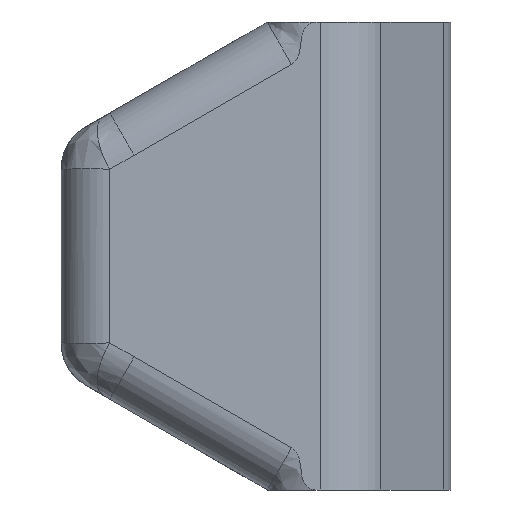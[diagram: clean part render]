
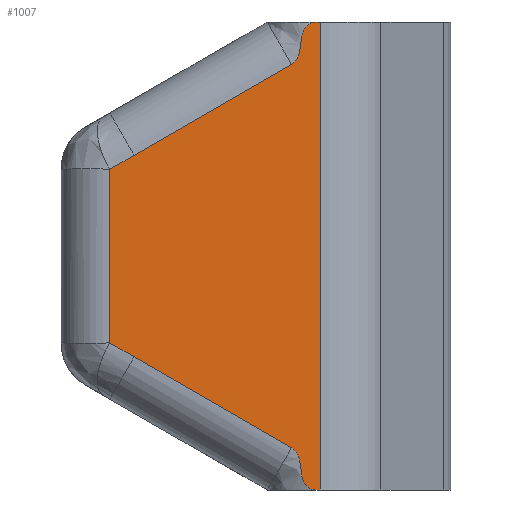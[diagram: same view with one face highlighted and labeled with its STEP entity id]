
A CAD part, front view. The second image highlights one B-rep face of the part: STEP entity #1007.
In plain terms, the highlighted planar face has unit normal (0, -1, 0).
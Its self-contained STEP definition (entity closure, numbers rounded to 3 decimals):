
#87 = VERTEX_POINT('',#88);
#88 = CARTESIAN_POINT('',(0.615,-6.8,-2.4));
#101 = EDGE_CURVE('',#102,#87,#104,.T.);
#102 = VERTEX_POINT('',#103);
#103 = CARTESIAN_POINT('',(0.66,-6.8,-2.4));
#104 = LINE('',#105,#106);
#105 = CARTESIAN_POINT('',(2.,-6.8,-2.4));
#106 = VECTOR('',#107,1.);
#107 = DIRECTION('',(-1.,0.,0.));
#875 = VERTEX_POINT('',#876);
#876 = CARTESIAN_POINT('',(0.365,-6.8,-1.967));
#887 = EDGE_CURVE('',#875,#87,#888,.T.);
#888 = B_SPLINE_CURVE_WITH_KNOTS('',9,(#889,#890,#891,#892,#893,#894,
    #895,#896,#897,#898),.UNSPECIFIED.,.F.,.F.,(10,10),(0.,1.),
  .PIECEWISE_BEZIER_KNOTS.);
#889 = CARTESIAN_POINT('',(0.365,-6.8,-1.967));
#890 = CARTESIAN_POINT('',(0.417,-6.8,-1.997));
#891 = CARTESIAN_POINT('',(0.454,-6.8,-2.053));
#892 = CARTESIAN_POINT('',(0.464,-6.8,-2.121));
#893 = CARTESIAN_POINT('',(0.456,-6.8,-2.178));
#894 = CARTESIAN_POINT('',(0.462,-6.8,-2.235));
#895 = CARTESIAN_POINT('',(0.456,-6.8,-2.297));
#896 = CARTESIAN_POINT('',(0.495,-6.8,-2.367));
#897 = CARTESIAN_POINT('',(0.555,-6.8,-2.4));
#898 = CARTESIAN_POINT('',(0.615,-6.8,-2.4));
#1007 = ADVANCED_FACE('',(#1008),#1089,.T.);
#1008 = FACE_BOUND('',#1009,.T.);
#1009 = EDGE_LOOP('',(#1010,#1011,#1021,#1029,#1044,#1052,#1063,#1071,
    #1082,#1088));
#1010 = ORIENTED_EDGE('',*,*,#101,.F.);
#1011 = ORIENTED_EDGE('',*,*,#1012,.T.);
#1012 = EDGE_CURVE('',#102,#1013,#1015,.T.);
#1013 = VERTEX_POINT('',#1014);
#1014 = CARTESIAN_POINT('',(0.66,-6.8,2.4));
#1015 = B_SPLINE_CURVE_WITH_KNOTS('',2,(#1016,#1017,#1018,#1019,#1020),
  .UNSPECIFIED.,.F.,.F.,(3,1,1,3),(-0.294,0.,4.8,
    5.094),.UNSPECIFIED.);
#1016 = CARTESIAN_POINT('',(0.66,-6.8,-2.694));
#1017 = CARTESIAN_POINT('',(0.66,-6.8,-2.547));
#1018 = CARTESIAN_POINT('',(0.66,-6.8,0.));
#1019 = CARTESIAN_POINT('',(0.66,-6.8,2.547));
#1020 = CARTESIAN_POINT('',(0.66,-6.8,2.694));
#1021 = ORIENTED_EDGE('',*,*,#1022,.T.);
#1022 = EDGE_CURVE('',#1013,#1023,#1025,.T.);
#1023 = VERTEX_POINT('',#1024);
#1024 = CARTESIAN_POINT('',(0.615,-6.8,2.4));
#1025 = LINE('',#1026,#1027);
#1026 = CARTESIAN_POINT('',(2.,-6.8,2.4));
#1027 = VECTOR('',#1028,1.);
#1028 = DIRECTION('',(-1.,0.,0.));
#1029 = ORIENTED_EDGE('',*,*,#1030,.T.);
#1030 = EDGE_CURVE('',#1023,#1031,#1033,.T.);
#1031 = VERTEX_POINT('',#1032);
#1032 = CARTESIAN_POINT('',(0.365,-6.8,1.967));
#1033 = B_SPLINE_CURVE_WITH_KNOTS('',9,(#1034,#1035,#1036,#1037,#1038,
    #1039,#1040,#1041,#1042,#1043),.UNSPECIFIED.,.F.,.F.,(10,10),(0.,1.)
  ,.PIECEWISE_BEZIER_KNOTS.);
#1034 = CARTESIAN_POINT('',(0.615,-6.8,2.4));
#1035 = CARTESIAN_POINT('',(0.555,-6.8,2.4));
#1036 = CARTESIAN_POINT('',(0.495,-6.8,2.367));
#1037 = CARTESIAN_POINT('',(0.456,-6.8,2.297));
#1038 = CARTESIAN_POINT('',(0.462,-6.8,2.235));
#1039 = CARTESIAN_POINT('',(0.456,-6.8,2.178));
#1040 = CARTESIAN_POINT('',(0.464,-6.8,2.121));
#1041 = CARTESIAN_POINT('',(0.454,-6.8,2.053));
#1042 = CARTESIAN_POINT('',(0.417,-6.8,1.997));
#1043 = CARTESIAN_POINT('',(0.365,-6.8,1.967));
#1044 = ORIENTED_EDGE('',*,*,#1045,.F.);
#1045 = EDGE_CURVE('',#1046,#1031,#1048,.T.);
#1046 = VERTEX_POINT('',#1047);
#1047 = CARTESIAN_POINT('',(-1.25,-6.8,1.035));
#1048 = LINE('',#1049,#1050);
#1049 = CARTESIAN_POINT('',(-1.25,-6.8,1.035));
#1050 = VECTOR('',#1051,1.);
#1051 = DIRECTION('',(0.866,0.,0.5));
#1052 = ORIENTED_EDGE('',*,*,#1053,.F.);
#1053 = EDGE_CURVE('',#1054,#1046,#1056,.T.);
#1054 = VERTEX_POINT('',#1055);
#1055 = CARTESIAN_POINT('',(-1.5,-6.8,0.89));
#1056 = ( BOUNDED_CURVE() B_SPLINE_CURVE(5,(#1057,#1058,#1059,#1060,
#1061,#1062),.UNSPECIFIED.,.F.,.F.) B_SPLINE_CURVE_WITH_KNOTS((6,6),(
4.276,4.532),.PIECEWISE_BEZIER_KNOTS.) CURVE() 
GEOMETRIC_REPRESENTATION_ITEM() RATIONAL_B_SPLINE_CURVE((1.,1.,1.,1.,1.,
1.)) REPRESENTATION_ITEM('') );
#1057 = CARTESIAN_POINT('',(-1.5,-6.8,0.89));
#1058 = CARTESIAN_POINT('',(-1.444,-6.8,0.922));
#1059 = CARTESIAN_POINT('',(-1.394,-6.8,0.952));
#1060 = CARTESIAN_POINT('',(-1.345,-6.8,0.98));
#1061 = CARTESIAN_POINT('',(-1.297,-6.8,1.007));
#1062 = CARTESIAN_POINT('',(-1.25,-6.8,1.035));
#1063 = ORIENTED_EDGE('',*,*,#1064,.F.);
#1064 = EDGE_CURVE('',#1065,#1054,#1067,.T.);
#1065 = VERTEX_POINT('',#1066);
#1066 = CARTESIAN_POINT('',(-1.5,-6.8,-0.89));
#1067 = LINE('',#1068,#1069);
#1068 = CARTESIAN_POINT('',(-1.5,-6.8,-2.4));
#1069 = VECTOR('',#1070,1.);
#1070 = DIRECTION('',(0.,0.,1.));
#1071 = ORIENTED_EDGE('',*,*,#1072,.F.);
#1072 = EDGE_CURVE('',#1073,#1065,#1075,.T.);
#1073 = VERTEX_POINT('',#1074);
#1074 = CARTESIAN_POINT('',(-1.25,-6.8,-1.035));
#1075 = ( BOUNDED_CURVE() B_SPLINE_CURVE(5,(#1076,#1077,#1078,#1079,
#1080,#1081),.UNSPECIFIED.,.F.,.F.) B_SPLINE_CURVE_WITH_KNOTS((6,6),(
1.865,2.121),.PIECEWISE_BEZIER_KNOTS.) CURVE() 
GEOMETRIC_REPRESENTATION_ITEM() RATIONAL_B_SPLINE_CURVE((1.,1.,1.,1.,1.,
1.)) REPRESENTATION_ITEM('') );
#1076 = CARTESIAN_POINT('',(-1.25,-6.8,-1.035));
#1077 = CARTESIAN_POINT('',(-1.297,-6.8,-1.007));
#1078 = CARTESIAN_POINT('',(-1.345,-6.8,-0.98));
#1079 = CARTESIAN_POINT('',(-1.394,-6.8,-0.952));
#1080 = CARTESIAN_POINT('',(-1.444,-6.8,-0.922));
#1081 = CARTESIAN_POINT('',(-1.5,-6.8,-0.89));
#1082 = ORIENTED_EDGE('',*,*,#1083,.F.);
#1083 = EDGE_CURVE('',#875,#1073,#1084,.T.);
#1084 = LINE('',#1085,#1086);
#1085 = CARTESIAN_POINT('',(0.365,-6.8,-1.967));
#1086 = VECTOR('',#1087,1.);
#1087 = DIRECTION('',(-0.866,0.,0.5));
#1088 = ORIENTED_EDGE('',*,*,#887,.T.);
#1089 = PLANE('',#1090);
#1090 = AXIS2_PLACEMENT_3D('',#1091,#1092,#1093);
#1091 = CARTESIAN_POINT('',(2.,-6.8,-2.4));
#1092 = DIRECTION('',(0.,-1.,0.));
#1093 = DIRECTION('',(-1.,0.,0.));
